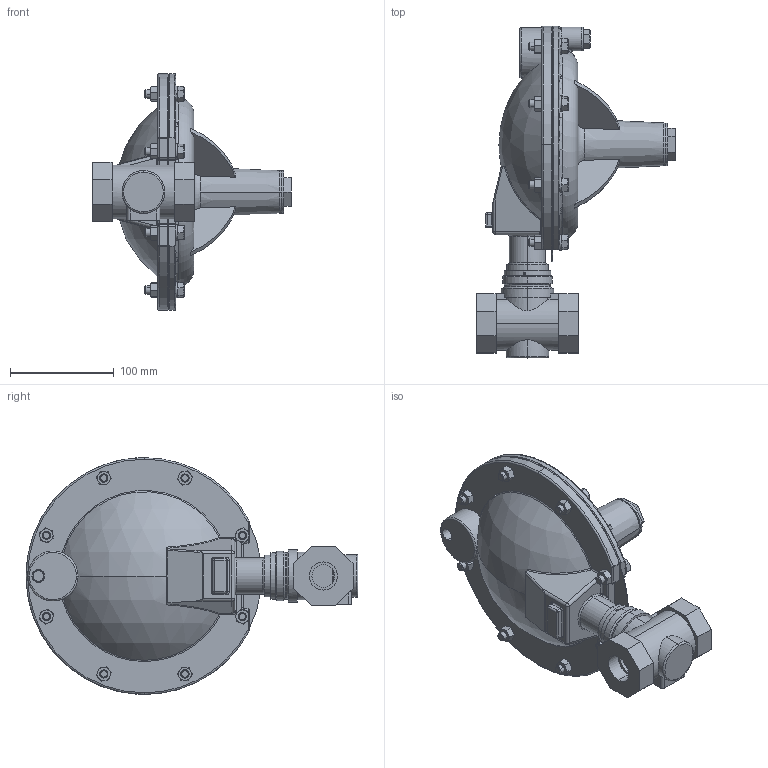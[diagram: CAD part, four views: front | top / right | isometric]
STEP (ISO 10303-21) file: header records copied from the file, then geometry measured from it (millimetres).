
FILE_DESCRIPTION (( 'STEP AP203' ), '1' );
FILE_NAME ('608BP-075-CS+S6-SW.STEP', '2017-09-06T19:29:34', ( '' ), ( '' ), 'SwSTEP 2.0', 'SolidWorks 2014', '' );
FILE_SCHEMA (( 'CONFIG_CONTROL_DESIGN' ));
Length unit declared in the file: inch
Products named in the file (1): 608BP-075-CS+S6-SW
Bounding box: 191.99 x 320.52 x 228.6 mm (x, y, z)
Volume: 2160171.6 mm3; surface area: 197589.8 mm2
Topology: 1 solids, 1 shells, 756 faces, 1828 edges, 1100 vertices
Faces by surface type: plane 295, cylinder 180, cone 179, torus 67, bspline 19, sphere 16
Entity records: 28311 total; most frequent: CARTESIAN_POINT 11128, ORIENTED_EDGE 3626, DIRECTION 3533, EDGE_CURVE 1813, AXIS2_PLACEMENT_3D 1442, VERTEX_POINT 1100, EDGE_LOOP 821, ADVANCED_FACE 756
